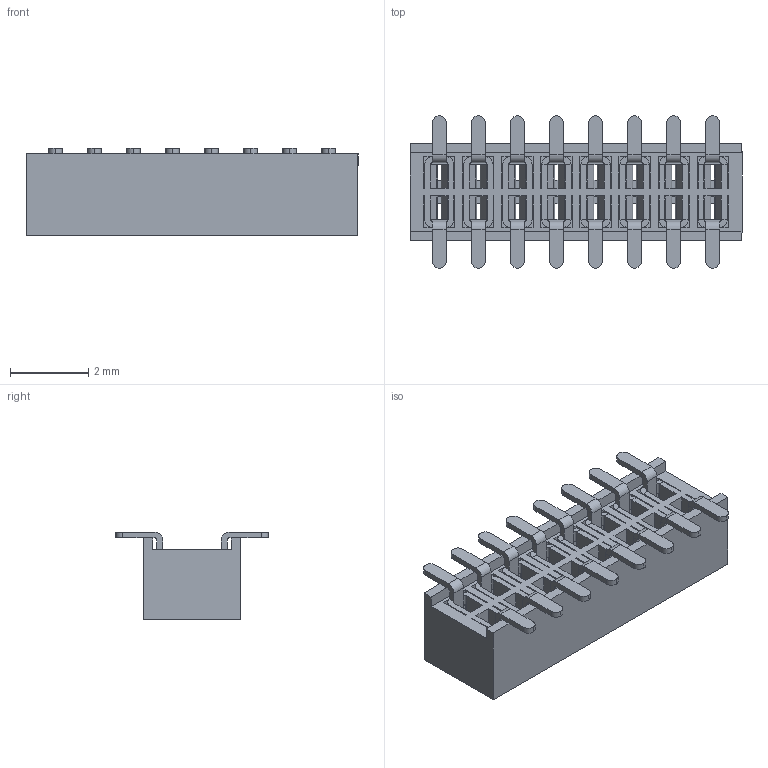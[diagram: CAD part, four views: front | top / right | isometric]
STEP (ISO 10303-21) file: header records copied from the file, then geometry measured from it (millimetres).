
FILE_DESCRIPTION (( 'STEP AP214' ), '1' );
FILE_NAME ('FFH10001-D16S1014K6M-REF.STEP', '2025-11-24T01:31:13', ( '' ), ( '' ), 'SwSTEP 2.0', 'SolidWorks 2021', '' );
FILE_SCHEMA (( 'AUTOMOTIVE_DESIGN' ));
Length unit declared in the file: millimetre
Products named in the file (1): FFH10001-D16S1014K6M-REF
Bounding box: 8.5 x 3.9 x 2.25 mm (x, y, z)
Volume: 29.8 mm3; surface area: 262.9 mm2
Topology: 1 solids, 1 shells, 1078 faces, 2804 edges, 1648 vertices
Faces by surface type: plane 822, cylinder 256
Entity records: 32198 total; most frequent: ORIENTED_EDGE 5608, CARTESIAN_POINT 5531, DIRECTION 5474, EDGE_CURVE 2804, VECTOR 2292, LINE 2292, VERTEX_POINT 1648, AXIS2_PLACEMENT_3D 1591
